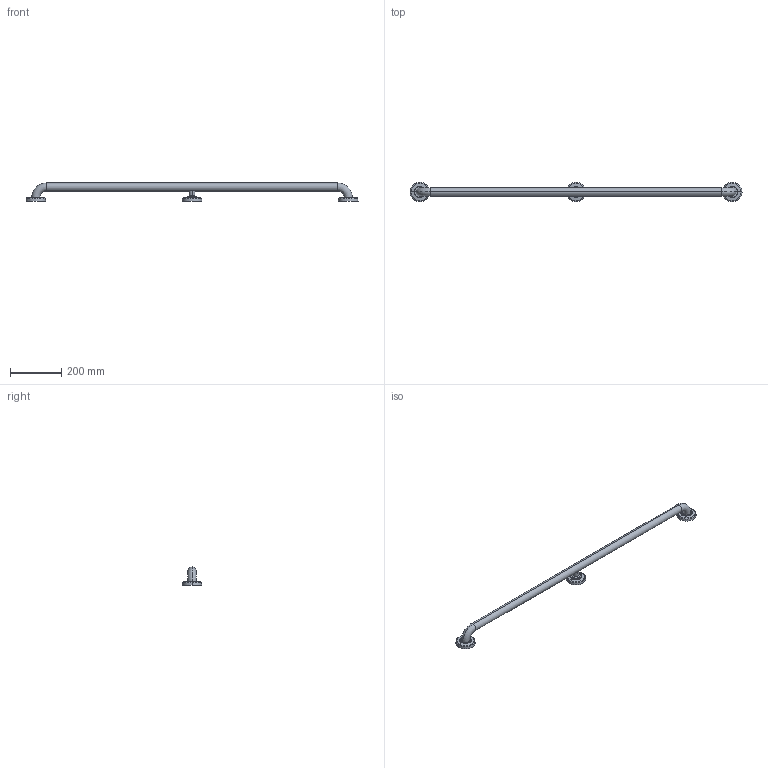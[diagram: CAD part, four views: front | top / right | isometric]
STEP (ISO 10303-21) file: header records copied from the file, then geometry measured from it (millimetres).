
FILE_DESCRIPTION((''),'2;1');
FILE_NAME('0367_WEB','2010-09-01T',('project'),(''),'PRO/ENGINEER BY PARAMETRIC TECHNOLOGY CORPORATION, 2009300','PRO/ENGINEER BY PARAMETRIC TECHNOLOGY CORPORATION, 2009300','');
FILE_SCHEMA(('CONFIG_CONTROL_DESIGN'));
Length unit declared in the file: inch
Products named in the file (1): 0367_WEB
Bounding box: 1295.4 x 76.2 x 70.36 mm (x, y, z)
Surface area: 173492.3 mm2 (no closed solid volume)
Topology: 0 solids, 12 shells, 52 faces, 121 edges, 78 vertices
Faces by surface type: torus 16, cylinder 13, plane 9, bspline 6, sphere 6, cone 2
Entity records: 2030 total; most frequent: CARTESIAN_POINT 831, DIRECTION 279, ORIENTED_EDGE 196, AXIS2_PLACEMENT_3D 132, EDGE_CURVE 121, CIRCLE 86, VERTEX_POINT 78, EDGE_LOOP 52
